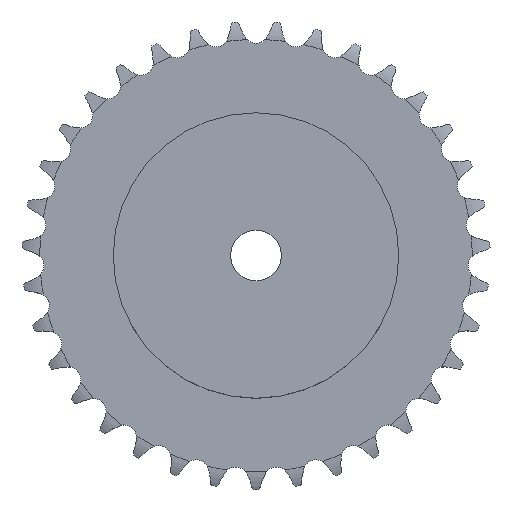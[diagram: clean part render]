
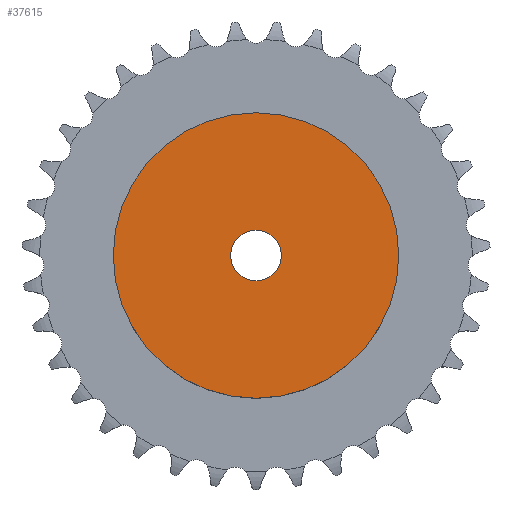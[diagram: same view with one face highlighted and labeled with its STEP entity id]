
A CAD part, top view. The second image highlights one B-rep face of the part: STEP entity #37615.
In plain terms, the highlighted planar face has unit normal (0, 0, 1).
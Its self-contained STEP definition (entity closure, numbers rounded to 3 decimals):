
#4395 = CYLINDRICAL_SURFACE('',#4396,45.);
#4396 = AXIS2_PLACEMENT_3D('',#4397,#4398,#4399);
#4397 = CARTESIAN_POINT('',(0.,0.,0.));
#4398 = DIRECTION('',(-0.,-0.,-1.));
#4399 = DIRECTION('',(1.,0.,0.));
#23560 = VERTEX_POINT('',#23561);
#23561 = CARTESIAN_POINT('',(45.,0.,30.));
#23582 = EDGE_CURVE('',#23560,#23560,#23583,.T.);
#23583 = SURFACE_CURVE('',#23584,(#23589,#23596),.PCURVE_S1.);
#23584 = CIRCLE('',#23585,45.);
#23585 = AXIS2_PLACEMENT_3D('',#23586,#23587,#23588);
#23586 = CARTESIAN_POINT('',(0.,0.,30.));
#23587 = DIRECTION('',(0.,0.,1.));
#23588 = DIRECTION('',(1.,0.,0.));
#23589 = PCURVE('',#4395,#23590);
#23590 = DEFINITIONAL_REPRESENTATION('',(#23591),#23595);
#23591 = LINE('',#23592,#23593);
#23592 = CARTESIAN_POINT('',(-0.,-30.));
#23593 = VECTOR('',#23594,1.);
#23594 = DIRECTION('',(-1.,0.));
#23595 = ( GEOMETRIC_REPRESENTATION_CONTEXT(2) 
PARAMETRIC_REPRESENTATION_CONTEXT() REPRESENTATION_CONTEXT('2D SPACE',''
  ) );
#23596 = PCURVE('',#23597,#23602);
#23597 = PLANE('',#23598);
#23598 = AXIS2_PLACEMENT_3D('',#23599,#23600,#23601);
#23599 = CARTESIAN_POINT('',(0.,0.,30.)
  );
#23600 = DIRECTION('',(0.,0.,1.));
#23601 = DIRECTION('',(1.,0.,0.));
#23602 = DEFINITIONAL_REPRESENTATION('',(#23603),#23607);
#23603 = CIRCLE('',#23604,45.);
#23604 = AXIS2_PLACEMENT_2D('',#23605,#23606);
#23605 = CARTESIAN_POINT('',(0.,0.));
#23606 = DIRECTION('',(1.,0.));
#23607 = ( GEOMETRIC_REPRESENTATION_CONTEXT(2) 
PARAMETRIC_REPRESENTATION_CONTEXT() REPRESENTATION_CONTEXT('2D SPACE',''
  ) );
#31858 = CYLINDRICAL_SURFACE('',#31859,8.);
#31859 = AXIS2_PLACEMENT_3D('',#31860,#31861,#31862);
#31860 = CARTESIAN_POINT('',(0.,0.,223.281));
#31861 = DIRECTION('',(0.,0.,1.));
#31862 = DIRECTION('',(1.,0.,0.));
#37615 = ADVANCED_FACE('',(#37616,#37619),#23597,.T.);
#37616 = FACE_BOUND('',#37617,.T.);
#37617 = EDGE_LOOP('',(#37618));
#37618 = ORIENTED_EDGE('',*,*,#23582,.T.);
#37619 = FACE_BOUND('',#37620,.T.);
#37620 = EDGE_LOOP('',(#37621));
#37621 = ORIENTED_EDGE('',*,*,#37622,.F.);
#37622 = EDGE_CURVE('',#37623,#37623,#37625,.T.);
#37623 = VERTEX_POINT('',#37624);
#37624 = CARTESIAN_POINT('',(8.,0.,30.));
#37625 = SURFACE_CURVE('',#37626,(#37631,#37638),.PCURVE_S1.);
#37626 = CIRCLE('',#37627,8.);
#37627 = AXIS2_PLACEMENT_3D('',#37628,#37629,#37630);
#37628 = CARTESIAN_POINT('',(0.,0.,30.));
#37629 = DIRECTION('',(0.,0.,1.));
#37630 = DIRECTION('',(1.,0.,0.));
#37631 = PCURVE('',#23597,#37632);
#37632 = DEFINITIONAL_REPRESENTATION('',(#37633),#37637);
#37633 = CIRCLE('',#37634,8.);
#37634 = AXIS2_PLACEMENT_2D('',#37635,#37636);
#37635 = CARTESIAN_POINT('',(0.,0.));
#37636 = DIRECTION('',(1.,0.));
#37637 = ( GEOMETRIC_REPRESENTATION_CONTEXT(2) 
PARAMETRIC_REPRESENTATION_CONTEXT() REPRESENTATION_CONTEXT('2D SPACE',''
  ) );
#37638 = PCURVE('',#31858,#37639);
#37639 = DEFINITIONAL_REPRESENTATION('',(#37640),#37644);
#37640 = LINE('',#37641,#37642);
#37641 = CARTESIAN_POINT('',(0.,-193.281));
#37642 = VECTOR('',#37643,1.);
#37643 = DIRECTION('',(1.,0.));
#37644 = ( GEOMETRIC_REPRESENTATION_CONTEXT(2) 
PARAMETRIC_REPRESENTATION_CONTEXT() REPRESENTATION_CONTEXT('2D SPACE',''
  ) );
